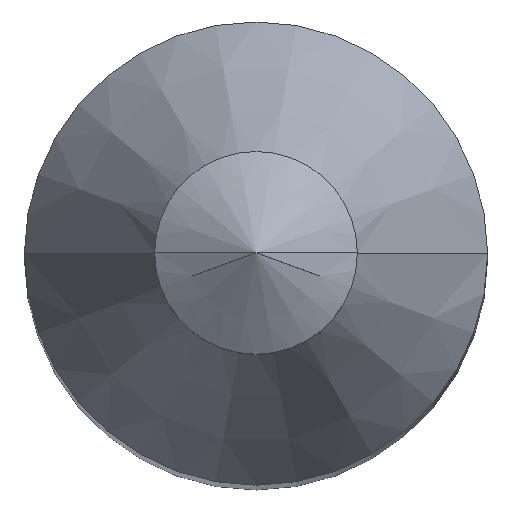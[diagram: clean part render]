
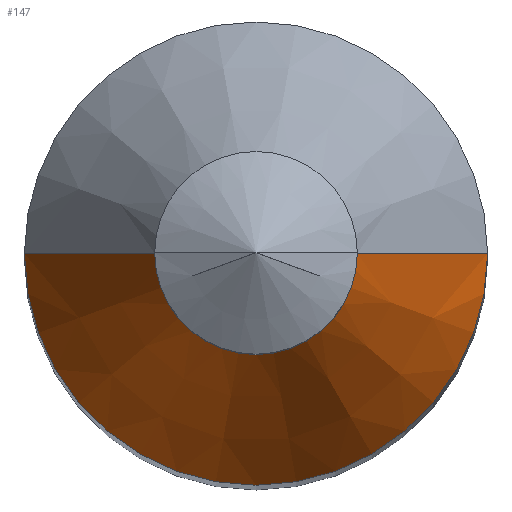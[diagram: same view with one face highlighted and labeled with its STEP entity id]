
A CAD part, top view. The second image highlights one B-rep face of the part: STEP entity #147.
In plain terms, the highlighted conical face has half-angle 30 degrees and reference radius 1.389 mm.
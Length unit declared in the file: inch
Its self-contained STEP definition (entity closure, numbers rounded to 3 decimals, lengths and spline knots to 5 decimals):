
#20 = CARTESIAN_POINT ( 'NONE',  ( 0.0547, 0., 1.85813 ) ) ;
#35 = DIRECTION ( 'NONE',  ( -1., 0., 0. ) ) ;
#36 = CIRCLE ( 'NONE', #302, 0.125 ) ;
#48 = VECTOR ( 'NONE', #234, 39.37008 ) ;
#53 = EDGE_CURVE ( 'NONE', #163, #326, #113, .T. ) ;
#61 = CARTESIAN_POINT ( 'NONE',  ( 0., 0., 1.85813 ) ) ;
#82 = EDGE_CURVE ( 'NONE', #163, #282, #318, .T. ) ;
#84 = EDGE_CURVE ( 'NONE', #326, #230, #36, .T. ) ;
#94 = CARTESIAN_POINT ( 'NONE',  ( -0.0547, 0., 1.85813 ) ) ;
#101 = ORIENTED_EDGE ( 'NONE', *, *, #84, .F. ) ;
#103 = CARTESIAN_POINT ( 'NONE',  ( -0.0547, 0., 1.85813 ) ) ;
#110 = ORIENTED_EDGE ( 'NONE', *, *, #82, .T. ) ;
#113 = LINE ( 'NONE', #20, #48 ) ;
#118 = DIRECTION ( 'NONE',  ( 0., 0., -1. ) ) ;
#120 = CARTESIAN_POINT ( 'NONE',  ( 0., 0., 1.85813 ) ) ;
#146 = CARTESIAN_POINT ( 'NONE',  ( 0., 0., 1.73637 ) ) ;
#147 = ADVANCED_FACE ( 'NONE', ( #397 ), #209, .T. ) ;
#162 = CARTESIAN_POINT ( 'NONE',  ( 0.125, 0., 1.73637 ) ) ;
#163 = VERTEX_POINT ( 'NONE', #379 ) ;
#185 = VECTOR ( 'NONE', #343, 39.37008 ) ;
#209 = CONICAL_SURFACE ( 'NONE', #335, 0.0547, 0.524 ) ;
#210 = DIRECTION ( 'NONE',  ( 1., 0., 0. ) ) ;
#219 = ORIENTED_EDGE ( 'NONE', *, *, #53, .F. ) ;
#220 = LINE ( 'NONE', #103, #185 ) ;
#223 = EDGE_CURVE ( 'NONE', #282, #230, #220, .T. ) ;
#230 = VERTEX_POINT ( 'NONE', #247 ) ;
#234 = DIRECTION ( 'NONE',  ( 0.5, 0., -0.866 ) ) ;
#247 = CARTESIAN_POINT ( 'NONE',  ( -0.125, 0., 1.73637 ) ) ;
#255 = EDGE_LOOP ( 'NONE', ( #110, #308, #101, #219 ) ) ;
#282 = VERTEX_POINT ( 'NONE', #94 ) ;
#302 = AXIS2_PLACEMENT_3D ( 'NONE', #146, #365, #336 ) ;
#308 = ORIENTED_EDGE ( 'NONE', *, *, #223, .T. ) ;
#318 = CIRCLE ( 'NONE', #372, 0.0547 ) ;
#326 = VERTEX_POINT ( 'NONE', #162 ) ;
#333 = DIRECTION ( 'NONE',  ( 0., 0., -1. ) ) ;
#335 = AXIS2_PLACEMENT_3D ( 'NONE', #120, #118, #210 ) ;
#336 = DIRECTION ( 'NONE',  ( -1., 0., 0. ) ) ;
#343 = DIRECTION ( 'NONE',  ( -0.5, 0., -0.866 ) ) ;
#365 = DIRECTION ( 'NONE',  ( 0., 0., -1. ) ) ;
#372 = AXIS2_PLACEMENT_3D ( 'NONE', #61, #333, #35 ) ;
#379 = CARTESIAN_POINT ( 'NONE',  ( 0.0547, 0., 1.85813 ) ) ;
#397 = FACE_OUTER_BOUND ( 'NONE', #255, .T. ) ;
